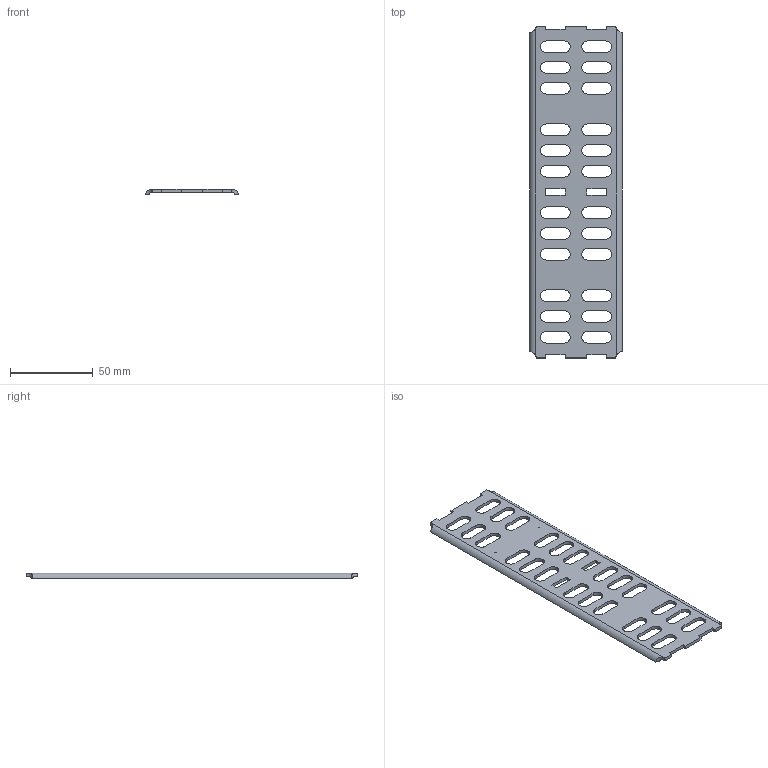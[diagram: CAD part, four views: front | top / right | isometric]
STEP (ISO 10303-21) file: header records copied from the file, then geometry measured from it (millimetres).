
FILE_DESCRIPTION((''),'2;1');
FILE_NAME('6067115','2012-08-10T',('AndreasKeweloh'),(''),'PRO/ENGINEER BY PARAMETRIC TECHNOLOGY CORPORATION, 2012130','PRO/ENGINEER BY PARAMETRIC TECHNOLOGY CORPORATION, 2012130','');
FILE_SCHEMA(('CONFIG_CONTROL_DESIGN'));
Length unit declared in the file: millimetre
Products named in the file (1): 6067115
Bounding box: 56 x 200 x 3.5 mm (x, y, z)
Volume: 16427.4 mm3; surface area: 19744.5 mm2
Topology: 1 solids, 1 shells, 138 faces, 410 edges, 272 vertices
Faces by surface type: plane 78, cylinder 56, bspline 4
Entity records: 4990 total; most frequent: CARTESIAN_POINT 1100, ORIENTED_EDGE 812, DIRECTION 768, EDGE_CURVE 406, VECTOR 280, LINE 280, VERTEX_POINT 272, AXIS2_PLACEMENT_3D 244
